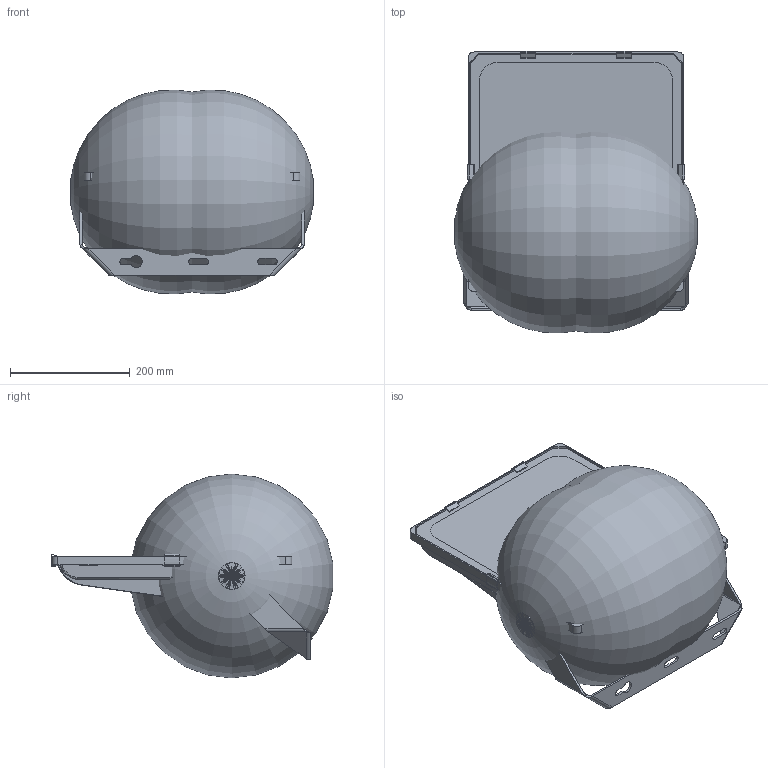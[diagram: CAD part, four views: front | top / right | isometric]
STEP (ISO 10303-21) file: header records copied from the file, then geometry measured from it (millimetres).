
FILE_DESCRIPTION (( 'STEP AP214' ), '1' );
FILE_NAME ('FL_PFM_200W.STEP', '2024-07-31T11:03:40', ( '' ), ( '' ), 'SwSTEP 2.0', 'SolidWorks 2022', '' );
FILE_SCHEMA (( 'AUTOMOTIVE_DESIGN' ));
Length unit declared in the file: millimetre
Products named in the file (1): FL_PFM_200W
Bounding box: 406.69 x 470.36 x 340.27 mm (x, y, z)
Volume: 43996761.2 mm3; surface area: 1702230.4 mm2
Topology: 12 solids, 12 shells, 1419 faces, 3792 edges, 2386 vertices
Faces by surface type: cylinder 508, plane 392, bspline 387, torus 116, sphere 8, cone 8
Full cylindrical faces by diameter (mm): 13 x2
Entity records: 93640 total; most frequent: CARTESIAN_POINT 50206, ORIENTED_EDGE 7536, EDGE_CURVE 3768, DIRECTION 3028, B_SPLINE_CURVE_WITH_KNOTS 2903, VERTEX_POINT 2384, EDGE_LOOP 1442, UNCERTAINTY_MEASURE_WITH_UNIT 1433
